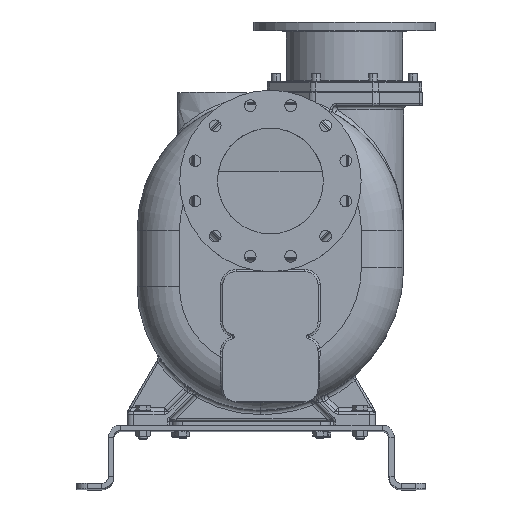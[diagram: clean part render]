
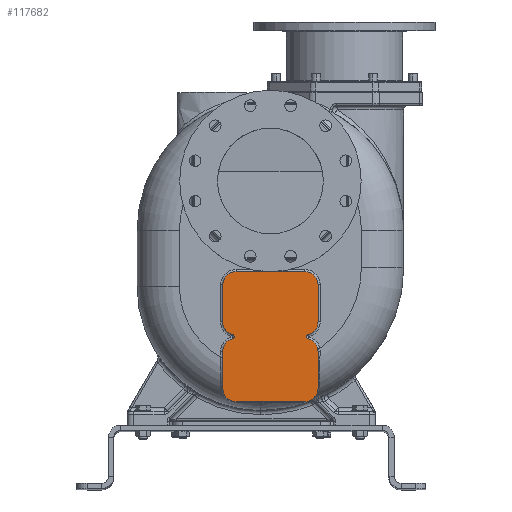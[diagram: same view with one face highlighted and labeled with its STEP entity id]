
A CAD part, top view. The second image highlights one B-rep face of the part: STEP entity #117682.
In plain terms, the highlighted planar face has unit normal (0, 0, 1).
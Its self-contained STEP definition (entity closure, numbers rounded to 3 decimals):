
#35576=CARTESIAN_POINT('',(101.,194.,279.));
#35577=DIRECTION('',(0.,0.,1.));
#35578=DIRECTION('',(0.26,-0.966,0.));
#35579=AXIS2_PLACEMENT_3D('',#35576,#35577,#35578);
#35581=CARTESIAN_POINT('',(108.55,166.,279.));
#35582=DIRECTION('',(0.,0.,-1.));
#35583=DIRECTION('',(-0.26,-0.966,0.));
#35584=AXIS2_PLACEMENT_3D('',#35581,#35582,#35583);
#35586=CARTESIAN_POINT('',(101.,138.,279.));
#35587=DIRECTION('',(0.,0.,1.));
#35588=DIRECTION('',(1.,0.,0.));
#35589=AXIS2_PLACEMENT_3D('',#35586,#35587,#35588);
#35591=DIRECTION('',(0.,1.,0.));
#35592=VECTOR('',#35591,70.);
#35593=CARTESIAN_POINT('',(126.,68.,279.));
#35594=LINE('',#35593,#35592);
#35595=CARTESIAN_POINT('',(101.,68.,279.));
#35596=DIRECTION('',(0.,0.,1.));
#35597=DIRECTION('',(0.,-1.,0.));
#35598=AXIS2_PLACEMENT_3D('',#35595,#35596,#35597);
#35600=DIRECTION('',(1.,0.,0.));
#35601=VECTOR('',#35600,130.);
#35602=CARTESIAN_POINT('',(-29.,43.,279.));
#35603=LINE('',#35602,#35601);
#35604=CARTESIAN_POINT('',(-29.,68.,279.));
#35605=DIRECTION('',(0.,0.,1.));
#35606=DIRECTION('',(-1.,0.,0.));
#35607=AXIS2_PLACEMENT_3D('',#35604,#35605,#35606);
#35609=DIRECTION('',(0.,-1.,0.));
#35610=VECTOR('',#35609,70.);
#35611=CARTESIAN_POINT('',(-54.,138.,279.));
#35612=LINE('',#35611,#35610);
#35613=CARTESIAN_POINT('',(-29.,138.,279.));
#35614=DIRECTION('',(0.,0.,1.));
#35615=DIRECTION('',(-0.26,0.966,0.));
#35616=AXIS2_PLACEMENT_3D('',#35613,#35614,#35615);
#35618=CARTESIAN_POINT('',(-36.55,166.,279.));
#35619=DIRECTION('',(0.,0.,-1.));
#35620=DIRECTION('',(0.26,0.966,0.));
#35621=AXIS2_PLACEMENT_3D('',#35618,#35619,#35620);
#35623=CARTESIAN_POINT('',(-29.,194.,279.));
#35624=DIRECTION('',(0.,0.,1.));
#35625=DIRECTION('',(-1.,0.,0.));
#35626=AXIS2_PLACEMENT_3D('',#35623,#35624,#35625);
#35628=DIRECTION('',(0.,-1.,0.));
#35629=VECTOR('',#35628,70.);
#35630=CARTESIAN_POINT('',(-54.,264.,279.));
#35631=LINE('',#35630,#35629);
#35632=CARTESIAN_POINT('',(-29.,264.,279.));
#35633=DIRECTION('',(0.,0.,1.));
#35634=DIRECTION('',(0.,1.,0.));
#35635=AXIS2_PLACEMENT_3D('',#35632,#35633,#35634);
#35637=DIRECTION('',(-1.,0.,0.));
#35638=VECTOR('',#35637,130.);
#35639=CARTESIAN_POINT('',(101.,289.,279.));
#35640=LINE('',#35639,#35638);
#35641=CARTESIAN_POINT('',(101.,264.,279.));
#35642=DIRECTION('',(0.,0.,1.));
#35643=DIRECTION('',(1.,0.,0.));
#35644=AXIS2_PLACEMENT_3D('',#35641,#35642,#35643);
#35646=DIRECTION('',(0.,1.,0.));
#35647=VECTOR('',#35646,70.);
#35648=CARTESIAN_POINT('',(126.,194.,279.));
#35649=LINE('',#35648,#35647);
#74179=CARTESIAN_POINT('',(-29.,289.,279.));
#74180=CARTESIAN_POINT('',(-54.,264.,279.));
#74181=VERTEX_POINT('',#74179);
#74182=VERTEX_POINT('',#74180);
#74183=CARTESIAN_POINT('',(-54.,194.,279.));
#74184=VERTEX_POINT('',#74183);
#74185=CARTESIAN_POINT('',(126.,194.,279.));
#74186=CARTESIAN_POINT('',(126.,264.,279.));
#74187=VERTEX_POINT('',#74185);
#74188=VERTEX_POINT('',#74186);
#74189=CARTESIAN_POINT('',(101.,289.,279.));
#74190=VERTEX_POINT('',#74189);
#74385=CARTESIAN_POINT('',(-35.508,162.138,279.));
#74386=CARTESIAN_POINT('',(-54.,138.,279.));
#74387=VERTEX_POINT('',#74385);
#74388=VERTEX_POINT('',#74386);
#74389=CARTESIAN_POINT('',(-54.,68.,279.));
#74390=VERTEX_POINT('',#74389);
#74391=CARTESIAN_POINT('',(-29.,43.,279.));
#74392=VERTEX_POINT('',#74391);
#74393=CARTESIAN_POINT('',(101.,43.,279.));
#74394=VERTEX_POINT('',#74393);
#74395=CARTESIAN_POINT('',(126.,68.,279.));
#74396=VERTEX_POINT('',#74395);
#74397=CARTESIAN_POINT('',(126.,138.,279.));
#74398=VERTEX_POINT('',#74397);
#74399=CARTESIAN_POINT('',(107.508,162.138,279.));
#74400=VERTEX_POINT('',#74399);
#74549=CARTESIAN_POINT('',(-35.508,169.862,279.));
#74550=VERTEX_POINT('',#74549);
#74551=CARTESIAN_POINT('',(107.508,169.862,279.));
#74552=VERTEX_POINT('',#74551);
#117651=CARTESIAN_POINT('',(0.,279.,279.));
#117652=DIRECTION('',(0.,0.,1.));
#117653=DIRECTION('',(1.,0.,0.));
#117654=AXIS2_PLACEMENT_3D('',#117651,#117652,#117653);
#117655=PLANE('',#117654);
#117657=ORIENTED_EDGE('',*,*,#117656,.F.);
#117658=ORIENTED_EDGE('',*,*,#117616,.F.);
#117659=ORIENTED_EDGE('',*,*,#117631,.F.);
#117660=ORIENTED_EDGE('',*,*,#117645,.F.);
#117661=ORIENTED_EDGE('',*,*,#117273,.F.);
#117662=ORIENTED_EDGE('',*,*,#117288,.F.);
#117663=ORIENTED_EDGE('',*,*,#117304,.F.);
#117664=ORIENTED_EDGE('',*,*,#117451,.F.);
#117665=ORIENTED_EDGE('',*,*,#117466,.F.);
#117667=ORIENTED_EDGE('',*,*,#117666,.F.);
#117669=ORIENTED_EDGE('',*,*,#117668,.F.);
#117671=ORIENTED_EDGE('',*,*,#117670,.F.);
#117673=ORIENTED_EDGE('',*,*,#117672,.F.);
#117675=ORIENTED_EDGE('',*,*,#117674,.F.);
#117677=ORIENTED_EDGE('',*,*,#117676,.F.);
#117679=ORIENTED_EDGE('',*,*,#117678,.F.);
#117680=EDGE_LOOP('',(#117657,#117658,#117659,#117660,#117661,#117662,#117663,
#117664,#117665,#117667,#117669,#117671,#117673,#117675,#117677,#117679));
#117681=FACE_OUTER_BOUND('',#117680,.F.);
#117682=ADVANCED_FACE('',(#117681),#117655,.T.);
#35580=CIRCLE('',#35579,25.);
#35585=CIRCLE('',#35584,4.);
#35590=CIRCLE('',#35589,25.);
#35599=CIRCLE('',#35598,25.);
#35608=CIRCLE('',#35607,25.);
#35617=CIRCLE('',#35616,25.);
#35622=CIRCLE('',#35621,4.);
#35627=CIRCLE('',#35626,25.);
#35636=CIRCLE('',#35635,25.);
#35645=CIRCLE('',#35644,25.);
#117273=EDGE_CURVE('',#74394,#74396,#35599,.T.);
#117288=EDGE_CURVE('',#74392,#74394,#35603,.T.);
#117304=EDGE_CURVE('',#74390,#74392,#35608,.T.);
#117451=EDGE_CURVE('',#74388,#74390,#35612,.T.);
#117466=EDGE_CURVE('',#74387,#74388,#35617,.T.);
#117616=EDGE_CURVE('',#74400,#74552,#35585,.T.);
#117631=EDGE_CURVE('',#74398,#74400,#35590,.T.);
#117645=EDGE_CURVE('',#74396,#74398,#35594,.T.);
#117656=EDGE_CURVE('',#74552,#74187,#35580,.T.);
#117666=EDGE_CURVE('',#74550,#74387,#35622,.T.);
#117668=EDGE_CURVE('',#74184,#74550,#35627,.T.);
#117670=EDGE_CURVE('',#74182,#74184,#35631,.T.);
#117672=EDGE_CURVE('',#74181,#74182,#35636,.T.);
#117674=EDGE_CURVE('',#74190,#74181,#35640,.T.);
#117676=EDGE_CURVE('',#74188,#74190,#35645,.T.);
#117678=EDGE_CURVE('',#74187,#74188,#35649,.T.);
